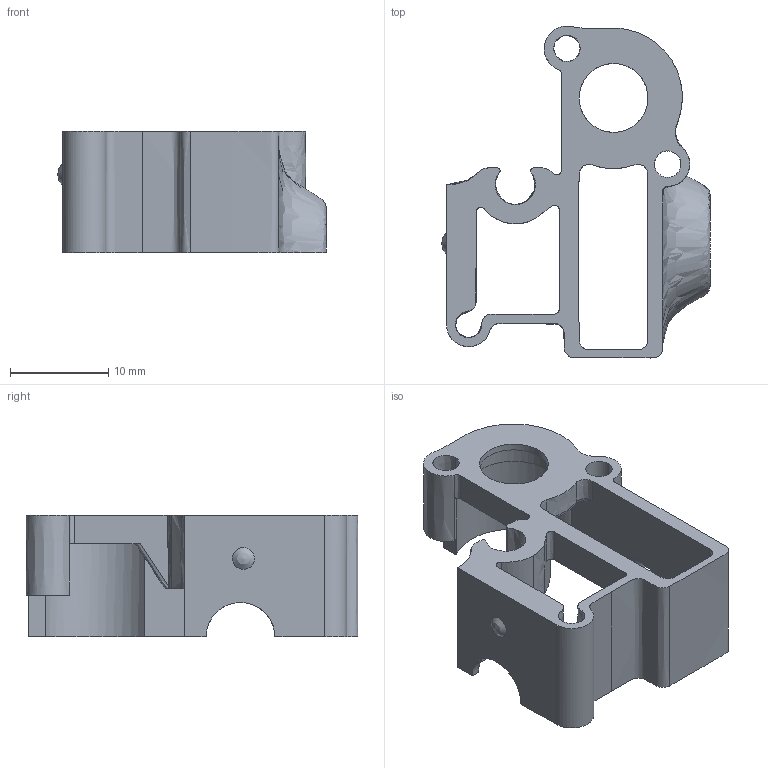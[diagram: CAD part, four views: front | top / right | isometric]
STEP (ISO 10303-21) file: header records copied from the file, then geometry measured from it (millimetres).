
FILE_DESCRIPTION(/* description */ (''),/* implementation_level */ '2;1');
FILE_NAME(/* name */ 'G5 Top FDM',/* time_stamp */ '2020-01-29T02:09:03+00:00',/* author */ (''),/* organization */ (''),/* preprocessor_version */ 'ST-DEVELOPER v8',/* originating_system */ '',/* authorisation */ '');
FILE_SCHEMA (('AUTOMOTIVE_DESIGN'));
Length unit declared in the file: millimetre
Products named in the file (1): 3
Bounding box: 27.35 x 33.77 x 12.4 mm (x, y, z)
Volume: 1996.3 mm3; surface area: 3247.2 mm2
Topology: 1 solids, 1 shells, 87 faces, 273 edges, 187 vertices
Faces by surface type: bspline 87
Entity records: 4661 total; most frequent: CARTESIAN_POINT 3162, ORIENTED_EDGE 546, EDGE_CURVE 273, VERTEX_POINT 189, B_SPLINE_CURVE_WITH_KNOTS 162, EDGE_LOOP 96, ADVANCED_FACE 87, FACE_OUTER_BOUND 87
